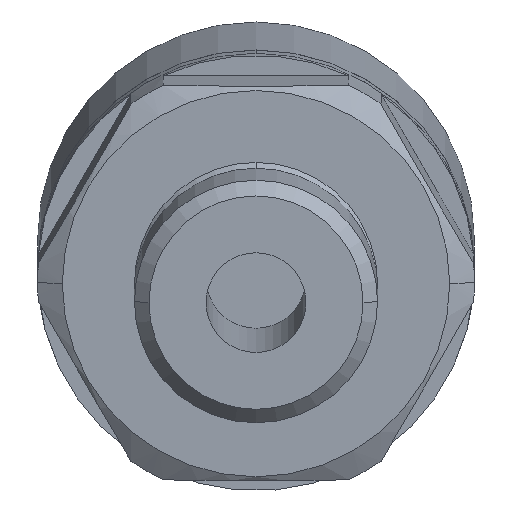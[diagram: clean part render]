
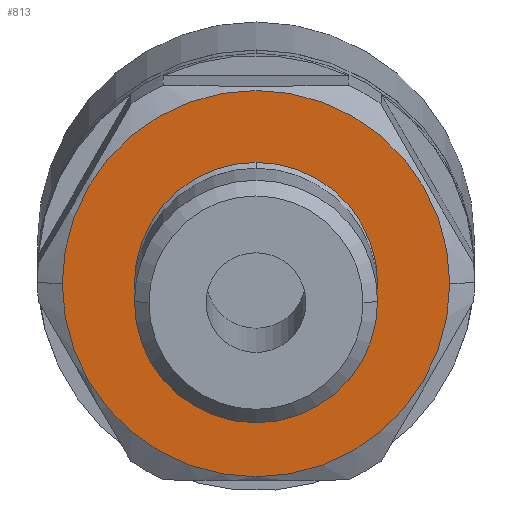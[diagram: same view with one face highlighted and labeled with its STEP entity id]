
A CAD part, left-side view. The second image highlights one B-rep face of the part: STEP entity #813.
In plain terms, the highlighted face is planar.
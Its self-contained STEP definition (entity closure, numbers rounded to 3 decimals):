
#182=CARTESIAN_POINT('',(6.45,0.,0.));
#183=DIRECTION('',(-1.,0.,0.));
#184=DIRECTION('',(0.,1.,0.));
#185=AXIS2_PLACEMENT_3D('',#182,#183,#184);
#187=CARTESIAN_POINT('',(6.45,0.,0.));
#188=DIRECTION('',(-1.,0.,0.));
#189=DIRECTION('',(0.,-1.,0.));
#190=AXIS2_PLACEMENT_3D('',#187,#188,#189);
#192=CARTESIAN_POINT('',(6.45,0.,0.));
#193=DIRECTION('',(1.,0.,0.));
#194=DIRECTION('',(0.,0.,1.));
#195=AXIS2_PLACEMENT_3D('',#192,#193,#194);
#197=CARTESIAN_POINT('',(6.45,0.,0.));
#198=DIRECTION('',(1.,0.,0.));
#199=DIRECTION('',(0.,0.,-1.));
#200=AXIS2_PLACEMENT_3D('',#197,#198,#199);
#454=CARTESIAN_POINT('',(6.45,7.75,0.));
#455=CARTESIAN_POINT('',(6.45,-7.75,0.));
#456=VERTEX_POINT('',#454);
#457=VERTEX_POINT('',#455);
#530=CARTESIAN_POINT('',(6.45,0.,4.864));
#531=CARTESIAN_POINT('',(6.45,0.,-4.864));
#532=VERTEX_POINT('',#530);
#533=VERTEX_POINT('',#531);
#798=CARTESIAN_POINT('',(6.45,0.,0.));
#799=DIRECTION('',(1.,0.,0.));
#800=DIRECTION('',(0.,0.,-1.));
#801=AXIS2_PLACEMENT_3D('',#798,#799,#800);
#802=PLANE('',#801);
#803=ORIENTED_EDGE('',*,*,#783,.T.);
#804=ORIENTED_EDGE('',*,*,#762,.T.);
#805=EDGE_LOOP('',(#803,#804));
#806=FACE_OUTER_BOUND('',#805,.F.);
#808=ORIENTED_EDGE('',*,*,#807,.T.);
#810=ORIENTED_EDGE('',*,*,#809,.T.);
#811=EDGE_LOOP('',(#808,#810));
#812=FACE_BOUND('',#811,.F.);
#813=ADVANCED_FACE('',(#806,#812),#802,.T.);
#186=CIRCLE('',#185,7.75);
#191=CIRCLE('',#190,7.75);
#196=CIRCLE('',#195,4.864);
#201=CIRCLE('',#200,4.864);
#762=EDGE_CURVE('',#457,#456,#191,.T.);
#783=EDGE_CURVE('',#456,#457,#186,.T.);
#807=EDGE_CURVE('',#532,#533,#196,.T.);
#809=EDGE_CURVE('',#533,#532,#201,.T.);
